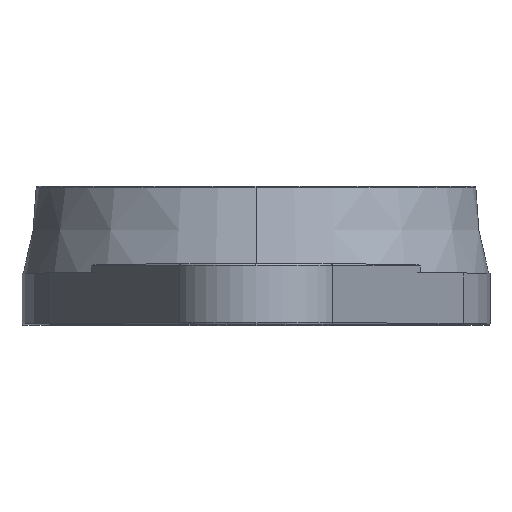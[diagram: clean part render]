
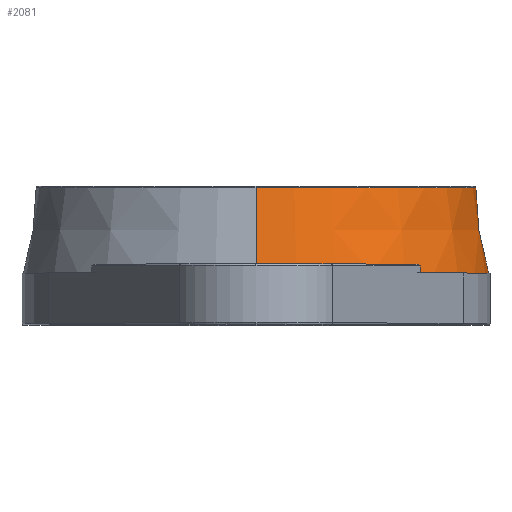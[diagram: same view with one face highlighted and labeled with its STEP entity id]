
A CAD part, top view. The second image highlights one B-rep face of the part: STEP entity #2081.
In plain terms, the highlighted conical face has half-angle 8.531 degrees and reference radius 12.675 mm.
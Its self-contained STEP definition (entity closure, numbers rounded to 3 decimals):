
#50 = CIRCLE ( 'NONE', #1813, 13.425 ) ;
#158 = ORIENTED_EDGE ( 'NONE', *, *, #1158, .T. ) ;
#175 = CARTESIAN_POINT ( 'NONE',  ( 0., 8., 0. ) ) ;
#293 = CARTESIAN_POINT ( 'NONE',  ( 0., 7.915, 0. ) ) ;
#407 = VECTOR ( 'NONE', #1283, 1000. ) ;
#494 = VECTOR ( 'NONE', #1388, 1000. ) ;
#522 = VERTEX_POINT ( 'NONE', #2577 ) ;
#556 = CONICAL_SURFACE ( 'NONE', #2303, 12.675, 0.149 ) ;
#588 = DIRECTION ( 'NONE',  ( 0., 0., 1. ) ) ;
#629 = CARTESIAN_POINT ( 'NONE',  ( 0., 3., -13.425 ) ) ;
#638 = FACE_OUTER_BOUND ( 'NONE', #3251, .T. ) ;
#813 = EDGE_CURVE ( 'NONE', #1946, #522, #50, .T. ) ;
#991 = CARTESIAN_POINT ( 'NONE',  ( 0., 8., -12.675 ) ) ;
#1112 = CARTESIAN_POINT ( 'NONE',  ( 0., 3., 0. ) ) ;
#1147 = LINE ( 'NONE', #991, #407 ) ;
#1158 = EDGE_CURVE ( 'NONE', #1794, #522, #1331, .T. ) ;
#1283 = DIRECTION ( 'NONE',  ( 0., -0.989, -0.148 ) ) ;
#1331 = LINE ( 'NONE', #1960, #494 ) ;
#1388 = DIRECTION ( 'NONE',  ( 0., -0.989, 0.148 ) ) ;
#1401 = DIRECTION ( 'NONE',  ( 0., 0., -1. ) ) ;
#1578 = EDGE_CURVE ( 'NONE', #3466, #1794, #1773, .T. ) ;
#1683 = AXIS2_PLACEMENT_3D ( 'NONE', #293, #2271, #588 ) ;
#1773 = CIRCLE ( 'NONE', #1683, 12.688 ) ;
#1781 = CARTESIAN_POINT ( 'NONE',  ( 0., 7.915, 12.688 ) ) ;
#1794 = VERTEX_POINT ( 'NONE', #1781 ) ;
#1813 = AXIS2_PLACEMENT_3D ( 'NONE', #1112, #3081, #1401 ) ;
#1946 = VERTEX_POINT ( 'NONE', #629 ) ;
#1960 = CARTESIAN_POINT ( 'NONE',  ( 0., 8., 12.675 ) ) ;
#2081 = ADVANCED_FACE ( 'NONE', ( #638 ), #556, .T. ) ;
#2151 = DIRECTION ( 'NONE',  ( 0., -1., 0. ) ) ;
#2271 = DIRECTION ( 'NONE',  ( 0., -1., 0. ) ) ;
#2303 = AXIS2_PLACEMENT_3D ( 'NONE', #175, #2151, #2697 ) ;
#2577 = CARTESIAN_POINT ( 'NONE',  ( 0., 3., 13.425 ) ) ;
#2697 = DIRECTION ( 'NONE',  ( 0., 0., -1. ) ) ;
#2739 = ORIENTED_EDGE ( 'NONE', *, *, #3652, .F. ) ;
#2797 = ORIENTED_EDGE ( 'NONE', *, *, #813, .F. ) ;
#3081 = DIRECTION ( 'NONE',  ( 0., -1., 0. ) ) ;
#3114 = ORIENTED_EDGE ( 'NONE', *, *, #1578, .T. ) ;
#3156 = CARTESIAN_POINT ( 'NONE',  ( 0., 7.915, -12.688 ) ) ;
#3251 = EDGE_LOOP ( 'NONE', ( #3114, #158, #2797, #2739 ) ) ;
#3466 = VERTEX_POINT ( 'NONE', #3156 ) ;
#3652 = EDGE_CURVE ( 'NONE', #3466, #1946, #1147, .T. ) ;
